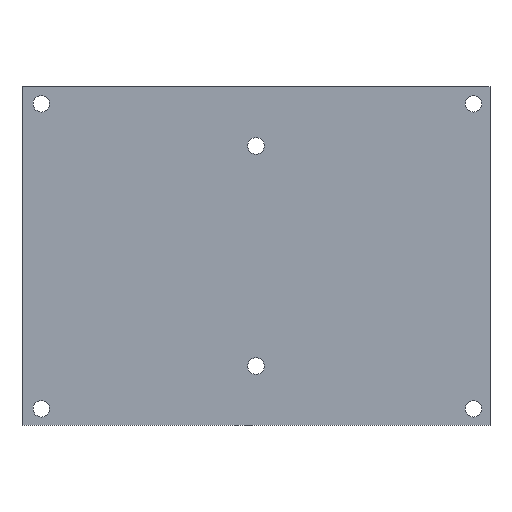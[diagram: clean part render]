
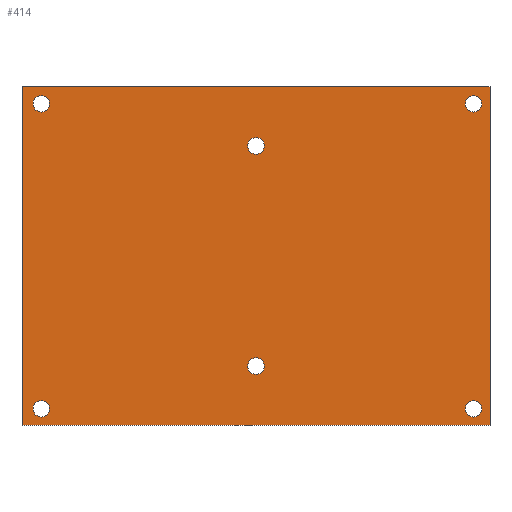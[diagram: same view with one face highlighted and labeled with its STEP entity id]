
A CAD part, front view. The second image highlights one B-rep face of the part: STEP entity #414.
In plain terms, the highlighted planar face has unit normal (0, -1, 0).
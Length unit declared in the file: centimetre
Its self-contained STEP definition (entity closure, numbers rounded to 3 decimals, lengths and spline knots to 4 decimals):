
#3 = VERTEX_POINT ( 'NONE', #421 ) ;
#10 = DIRECTION ( 'NONE',  ( 0., 1., 0. ) ) ;
#11 = VERTEX_POINT ( 'NONE', #528 ) ;
#18 = FACE_BOUND ( 'NONE', #242, .T. ) ;
#24 = VECTOR ( 'NONE', #557, 100. ) ;
#25 = DIRECTION ( 'NONE',  ( 0., 0., 1. ) ) ;
#26 = VERTEX_POINT ( 'NONE', #367 ) ;
#27 = LINE ( 'NONE', #541, #439 ) ;
#28 = ORIENTED_EDGE ( 'NONE', *, *, #79, .T. ) ;
#32 = DIRECTION ( 'NONE',  ( 0., 1., 0. ) ) ;
#33 = VERTEX_POINT ( 'NONE', #134 ) ;
#47 = AXIS2_PLACEMENT_3D ( 'NONE', #227, #412, #71 ) ;
#52 = CARTESIAN_POINT ( 'NONE',  ( 4.25, 0., 0.925 ) ) ;
#55 = DIRECTION ( 'NONE',  ( 0., 0., 1. ) ) ;
#58 = LINE ( 'NONE', #450, #340 ) ;
#59 = CARTESIAN_POINT ( 'NONE',  ( 8.5, 0., 0. ) ) ;
#60 = CARTESIAN_POINT ( 'NONE',  ( 8.2, 0., 0.15 ) ) ;
#68 = AXIS2_PLACEMENT_3D ( 'NONE', #234, #97, #148 ) ;
#70 = AXIS2_PLACEMENT_3D ( 'NONE', #288, #431, #278 ) ;
#71 = DIRECTION ( 'NONE',  ( 0., 0., 1. ) ) ;
#72 = CIRCLE ( 'NONE', #70, 0.15 ) ;
#74 = ORIENTED_EDGE ( 'NONE', *, *, #270, .T. ) ;
#77 = DIRECTION ( 'NONE',  ( 0., 0., 1. ) ) ;
#78 = DIRECTION ( 'NONE',  ( 0., 1., 0. ) ) ;
#79 = EDGE_CURVE ( 'NONE', #438, #338, #179, .T. ) ;
#80 = AXIS2_PLACEMENT_3D ( 'NONE', #320, #366, #77 ) ;
#82 = ORIENTED_EDGE ( 'NONE', *, *, #546, .T. ) ;
#83 = FACE_BOUND ( 'NONE', #101, .T. ) ;
#89 = CARTESIAN_POINT ( 'NONE',  ( 8.2, 0., 0.3 ) ) ;
#91 = CARTESIAN_POINT ( 'NONE',  ( 4.25, 0., 1.225 ) ) ;
#97 = DIRECTION ( 'NONE',  ( 0., 1., 0. ) ) ;
#101 = EDGE_LOOP ( 'NONE', ( #565, #199 ) ) ;
#102 = EDGE_CURVE ( 'NONE', #3, #348, #332, .T. ) ;
#107 = EDGE_CURVE ( 'NONE', #348, #3, #72, .T. ) ;
#109 = EDGE_CURVE ( 'NONE', #220, #572, #512, .T. ) ;
#113 = EDGE_CURVE ( 'NONE', #524, #11, #313, .T. ) ;
#114 = ORIENTED_EDGE ( 'NONE', *, *, #473, .T. ) ;
#117 = DIRECTION ( 'NONE',  ( 0., 0., 1. ) ) ;
#121 = CIRCLE ( 'NONE', #436, 0.15 ) ;
#128 = CARTESIAN_POINT ( 'NONE',  ( 0., 0., 0. ) ) ;
#134 = CARTESIAN_POINT ( 'NONE',  ( 0.35, 0., 5.69 ) ) ;
#146 = EDGE_CURVE ( 'NONE', #156, #524, #198, .T. ) ;
#148 = DIRECTION ( 'NONE',  ( 0., 0., 1. ) ) ;
#149 = VERTEX_POINT ( 'NONE', #336 ) ;
#155 = EDGE_CURVE ( 'NONE', #545, #33, #121, .T. ) ;
#156 = VERTEX_POINT ( 'NONE', #160 ) ;
#160 = CARTESIAN_POINT ( 'NONE',  ( 8.5, 0., 0. ) ) ;
#163 = AXIS2_PLACEMENT_3D ( 'NONE', #89, #243, #589 ) ;
#165 = FACE_BOUND ( 'NONE', #301, .T. ) ;
#167 = CARTESIAN_POINT ( 'NONE',  ( 0.35, 0., 0.3 ) ) ;
#175 = CARTESIAN_POINT ( 'NONE',  ( 8.5, 0., 6.15 ) ) ;
#179 = CIRCLE ( 'NONE', #540, 0.15 ) ;
#197 = CARTESIAN_POINT ( 'NONE',  ( 0., 0., 0. ) ) ;
#198 = LINE ( 'NONE', #59, #24 ) ;
#199 = ORIENTED_EDGE ( 'NONE', *, *, #374, .T. ) ;
#201 = AXIS2_PLACEMENT_3D ( 'NONE', #440, #495, #350 ) ;
#209 = EDGE_CURVE ( 'NONE', #11, #334, #58, .T. ) ;
#211 = CARTESIAN_POINT ( 'NONE',  ( 0.35, 0., 5.84 ) ) ;
#216 = EDGE_CURVE ( 'NONE', #33, #545, #484, .T. ) ;
#220 = VERTEX_POINT ( 'NONE', #52 ) ;
#221 = AXIS2_PLACEMENT_3D ( 'NONE', #167, #505, #117 ) ;
#227 = CARTESIAN_POINT ( 'NONE',  ( 8.2, 0., 5.84 ) ) ;
#232 = FACE_BOUND ( 'NONE', #297, .T. ) ;
#234 = CARTESIAN_POINT ( 'NONE',  ( 0.35, 0., 0.3 ) ) ;
#241 = CARTESIAN_POINT ( 'NONE',  ( 8.2, 0., 5.84 ) ) ;
#242 = EDGE_LOOP ( 'NONE', ( #82, #28 ) ) ;
#243 = DIRECTION ( 'NONE',  ( 0., 1., 0. ) ) ;
#246 = DIRECTION ( 'NONE',  ( 0., 0., 1. ) ) ;
#250 = ORIENTED_EDGE ( 'NONE', *, *, #640, .T. ) ;
#254 = FACE_OUTER_BOUND ( 'NONE', #398, .T. ) ;
#256 = CIRCLE ( 'NONE', #391, 0.15 ) ;
#268 = CIRCLE ( 'NONE', #68, 0.15 ) ;
#270 = EDGE_CURVE ( 'NONE', #481, #26, #513, .T. ) ;
#271 = CARTESIAN_POINT ( 'NONE',  ( 0.35, 0., 5.99 ) ) ;
#277 = AXIS2_PLACEMENT_3D ( 'NONE', #516, #10, #457 ) ;
#278 = DIRECTION ( 'NONE',  ( 0., 0., 1. ) ) ;
#288 = CARTESIAN_POINT ( 'NONE',  ( 8.2, 0., 0.3 ) ) ;
#290 = ORIENTED_EDGE ( 'NONE', *, *, #113, .F. ) ;
#291 = CIRCLE ( 'NONE', #80, 0.15 ) ;
#297 = EDGE_LOOP ( 'NONE', ( #558, #114 ) ) ;
#301 = EDGE_LOOP ( 'NONE', ( #392, #577 ) ) ;
#309 = CARTESIAN_POINT ( 'NONE',  ( 4.25, 0., 5.225 ) ) ;
#313 = LINE ( 'NONE', #197, #379 ) ;
#320 = CARTESIAN_POINT ( 'NONE',  ( 4.25, 0., 5.075 ) ) ;
#332 = CIRCLE ( 'NONE', #163, 0.15 ) ;
#334 = VERTEX_POINT ( 'NONE', #175 ) ;
#335 = DIRECTION ( 'NONE',  ( 0., 1., 0. ) ) ;
#336 = CARTESIAN_POINT ( 'NONE',  ( 8.2, 0., 5.99 ) ) ;
#338 = VERTEX_POINT ( 'NONE', #606 ) ;
#340 = VECTOR ( 'NONE', #453, 100. ) ;
#343 = DIRECTION ( 'NONE',  ( 0., 1., 0. ) ) ;
#348 = VERTEX_POINT ( 'NONE', #60 ) ;
#350 = DIRECTION ( 'NONE',  ( 0., 0., 1. ) ) ;
#356 = ORIENTED_EDGE ( 'NONE', *, *, #209, .F. ) ;
#366 = DIRECTION ( 'NONE',  ( 0., 1., 0. ) ) ;
#367 = CARTESIAN_POINT ( 'NONE',  ( 0.35, 0., 0.45 ) ) ;
#374 = EDGE_CURVE ( 'NONE', #572, #220, #389, .T. ) ;
#378 = DIRECTION ( 'NONE',  ( 0., 1., 0. ) ) ;
#379 = VECTOR ( 'NONE', #487, 100. ) ;
#380 = FACE_BOUND ( 'NONE', #598, .T. ) ;
#389 = CIRCLE ( 'NONE', #277, 0.15 ) ;
#391 = AXIS2_PLACEMENT_3D ( 'NONE', #241, #335, #246 ) ;
#392 = ORIENTED_EDGE ( 'NONE', *, *, #216, .T. ) ;
#396 = AXIS2_PLACEMENT_3D ( 'NONE', #639, #32, #435 ) ;
#398 = EDGE_LOOP ( 'NONE', ( #410, #548, #356, #290 ) ) ;
#401 = VERTEX_POINT ( 'NONE', #612 ) ;
#410 = ORIENTED_EDGE ( 'NONE', *, *, #146, .F. ) ;
#412 = DIRECTION ( 'NONE',  ( 0., 1., 0. ) ) ;
#414 = ADVANCED_FACE ( 'NONE', ( #254, #497, #380, #165, #232, #18, #83 ), #423, .F. ) ;
#421 = CARTESIAN_POINT ( 'NONE',  ( 8.2, 0., 0.45 ) ) ;
#423 = PLANE ( 'NONE',  #629 ) ;
#430 = DIRECTION ( 'NONE',  ( 0., 0., -1. ) ) ;
#431 = DIRECTION ( 'NONE',  ( 0., 1., 0. ) ) ;
#435 = DIRECTION ( 'NONE',  ( 0., 0., 1. ) ) ;
#436 = AXIS2_PLACEMENT_3D ( 'NONE', #211, #343, #55 ) ;
#438 = VERTEX_POINT ( 'NONE', #309 ) ;
#439 = VECTOR ( 'NONE', #430, 100. ) ;
#440 = CARTESIAN_POINT ( 'NONE',  ( 0.35, 0., 5.84 ) ) ;
#450 = CARTESIAN_POINT ( 'NONE',  ( 0., 0., 6.15 ) ) ;
#453 = DIRECTION ( 'NONE',  ( 1., 0., 0. ) ) ;
#457 = DIRECTION ( 'NONE',  ( 0., 0., 1. ) ) ;
#460 = CIRCLE ( 'NONE', #47, 0.15 ) ;
#471 = ORIENTED_EDGE ( 'NONE', *, *, #107, .T. ) ;
#473 = EDGE_CURVE ( 'NONE', #149, #401, #460, .T. ) ;
#481 = VERTEX_POINT ( 'NONE', #529 ) ;
#483 = ORIENTED_EDGE ( 'NONE', *, *, #102, .T. ) ;
#484 = CIRCLE ( 'NONE', #201, 0.15 ) ;
#487 = DIRECTION ( 'NONE',  ( 0., 0., 1. ) ) ;
#495 = DIRECTION ( 'NONE',  ( 0., 1., 0. ) ) ;
#497 = FACE_BOUND ( 'NONE', #563, .T. ) ;
#505 = DIRECTION ( 'NONE',  ( 0., 1., 0. ) ) ;
#512 = CIRCLE ( 'NONE', #396, 0.15 ) ;
#513 = CIRCLE ( 'NONE', #221, 0.15 ) ;
#516 = CARTESIAN_POINT ( 'NONE',  ( 4.25, 0., 1.075 ) ) ;
#524 = VERTEX_POINT ( 'NONE', #621 ) ;
#528 = CARTESIAN_POINT ( 'NONE',  ( 0., 0., 6.15 ) ) ;
#529 = CARTESIAN_POINT ( 'NONE',  ( 0.35, 0., 0.15 ) ) ;
#539 = CARTESIAN_POINT ( 'NONE',  ( 4.25, 0., 5.075 ) ) ;
#540 = AXIS2_PLACEMENT_3D ( 'NONE', #539, #378, #586 ) ;
#541 = CARTESIAN_POINT ( 'NONE',  ( 8.5, 0., 6.15 ) ) ;
#545 = VERTEX_POINT ( 'NONE', #271 ) ;
#546 = EDGE_CURVE ( 'NONE', #338, #438, #291, .T. ) ;
#548 = ORIENTED_EDGE ( 'NONE', *, *, #624, .F. ) ;
#557 = DIRECTION ( 'NONE',  ( -1., 0., 0. ) ) ;
#558 = ORIENTED_EDGE ( 'NONE', *, *, #644, .T. ) ;
#563 = EDGE_LOOP ( 'NONE', ( #74, #250 ) ) ;
#565 = ORIENTED_EDGE ( 'NONE', *, *, #109, .T. ) ;
#572 = VERTEX_POINT ( 'NONE', #91 ) ;
#577 = ORIENTED_EDGE ( 'NONE', *, *, #155, .T. ) ;
#586 = DIRECTION ( 'NONE',  ( 0., 0., 1. ) ) ;
#589 = DIRECTION ( 'NONE',  ( 0., 0., 1. ) ) ;
#598 = EDGE_LOOP ( 'NONE', ( #471, #483 ) ) ;
#606 = CARTESIAN_POINT ( 'NONE',  ( 4.25, 0., 4.925 ) ) ;
#612 = CARTESIAN_POINT ( 'NONE',  ( 8.2, 0., 5.69 ) ) ;
#621 = CARTESIAN_POINT ( 'NONE',  ( 0., 0., 0. ) ) ;
#624 = EDGE_CURVE ( 'NONE', #334, #156, #27, .T. ) ;
#629 = AXIS2_PLACEMENT_3D ( 'NONE', #128, #78, #25 ) ;
#639 = CARTESIAN_POINT ( 'NONE',  ( 4.25, 0., 1.075 ) ) ;
#640 = EDGE_CURVE ( 'NONE', #26, #481, #268, .T. ) ;
#644 = EDGE_CURVE ( 'NONE', #401, #149, #256, .T. ) ;
